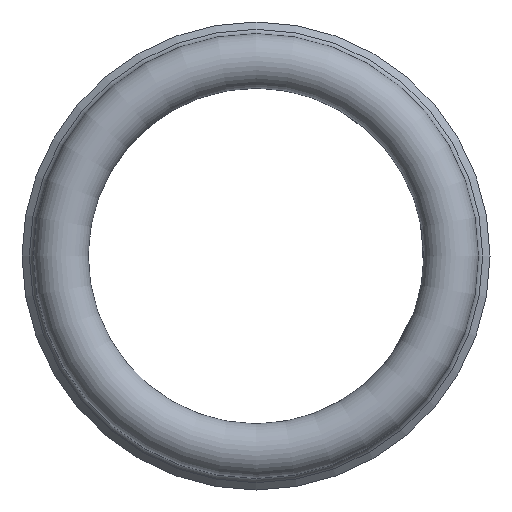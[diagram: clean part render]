
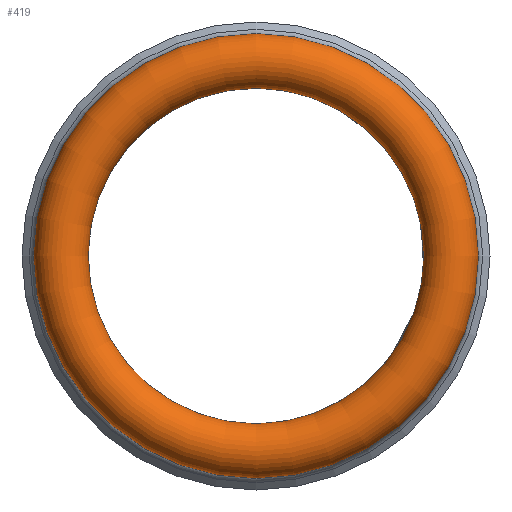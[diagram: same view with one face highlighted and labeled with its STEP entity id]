
A CAD part, front view. The second image highlights one B-rep face of the part: STEP entity #419.
In plain terms, the highlighted toroidal (fillet/blend) face has major radius 26.975 mm and minor radius 3.775 mm.
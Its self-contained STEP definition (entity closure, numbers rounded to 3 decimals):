
#20=TOROIDAL_SURFACE('',#477,26.975,3.775);
#36=CIRCLE('',#474,23.2);
#37=CIRCLE('',#475,23.2);
#39=CIRCLE('',#478,30.75);
#40=CIRCLE('',#479,3.775);
#41=CIRCLE('',#480,30.75);
#87=FACE_OUTER_BOUND('',#110,.T.);
#110=EDGE_LOOP('',(#348,#349,#350,#351,#352,#353));
#186=VERTEX_POINT('',#1234);
#187=VERTEX_POINT('',#1236);
#188=VERTEX_POINT('',#1241);
#189=VERTEX_POINT('',#1242);
#244=EDGE_CURVE('',#187,#186,#36,.T.);
#245=EDGE_CURVE('',#186,#187,#37,.T.);
#247=EDGE_CURVE('',#188,#189,#39,.T.);
#248=EDGE_CURVE('',#188,#187,#40,.T.);
#249=EDGE_CURVE('',#189,#188,#41,.T.);
#348=ORIENTED_EDGE('',*,*,#247,.F.);
#349=ORIENTED_EDGE('',*,*,#248,.T.);
#350=ORIENTED_EDGE('',*,*,#244,.T.);
#351=ORIENTED_EDGE('',*,*,#245,.T.);
#352=ORIENTED_EDGE('',*,*,#248,.F.);
#353=ORIENTED_EDGE('',*,*,#249,.F.);
#419=ADVANCED_FACE('',(#87),#20,.T.);
#474=AXIS2_PLACEMENT_3D('',#1237,#545,#546);
#475=AXIS2_PLACEMENT_3D('',#1238,#547,#548);
#477=AXIS2_PLACEMENT_3D('',#1240,#551,#552);
#478=AXIS2_PLACEMENT_3D('',#1243,#553,#554);
#479=AXIS2_PLACEMENT_3D('',#1244,#555,#556);
#480=AXIS2_PLACEMENT_3D('',#1245,#557,#558);
#545=DIRECTION('center_axis',(0.,1.,0.));
#546=DIRECTION('ref_axis',(-1.,0.,0.));
#547=DIRECTION('center_axis',(0.,1.,0.));
#548=DIRECTION('ref_axis',(-1.,0.,0.));
#551=DIRECTION('center_axis',(0.,1.,0.));
#552=DIRECTION('ref_axis',(0.,0.,1.));
#553=DIRECTION('center_axis',(0.,1.,0.));
#554=DIRECTION('ref_axis',(-1.,0.,0.));
#555=DIRECTION('center_axis',(-1.,0.,0.));
#556=DIRECTION('ref_axis',(0.,0.,-1.));
#557=DIRECTION('center_axis',(0.,1.,0.));
#558=DIRECTION('ref_axis',(-1.,0.,0.));
#1234=CARTESIAN_POINT('',(23.2,3.275,0.));
#1236=CARTESIAN_POINT('',(0.,3.275,-23.2));
#1237=CARTESIAN_POINT('Origin',(0.,3.275,0.));
#1238=CARTESIAN_POINT('Origin',(0.,3.275,0.));
#1240=CARTESIAN_POINT('Origin',(0.,3.275,0.));
#1241=CARTESIAN_POINT('',(0.,3.275,-30.75));
#1242=CARTESIAN_POINT('',(30.75,3.275,0.));
#1243=CARTESIAN_POINT('Origin',(0.,3.275,0.));
#1244=CARTESIAN_POINT('Origin',(0.,3.275,
-26.975));
#1245=CARTESIAN_POINT('Origin',(0.,3.275,0.));
